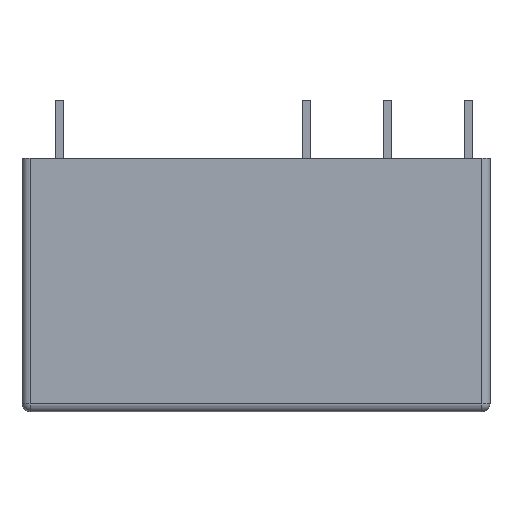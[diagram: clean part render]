
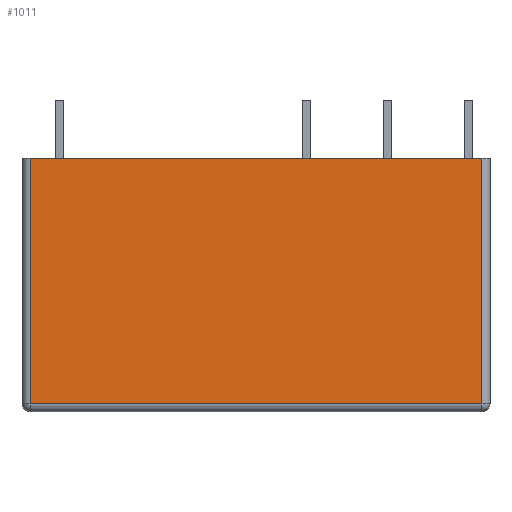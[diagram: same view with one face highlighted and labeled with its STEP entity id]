
A CAD part, front view. The second image highlights one B-rep face of the part: STEP entity #1011.
In plain terms, the highlighted planar face has unit normal (0, -1, 0).
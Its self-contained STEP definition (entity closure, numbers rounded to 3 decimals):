
#95=DIRECTION('',(1.,0.,0.));
#96=VECTOR('',#95,28.);
#97=CARTESIAN_POINT('',(-14.,-6.35,0.));
#98=LINE('',#97,#96);
#298=DIRECTION('',(-1.,0.,0.));
#299=VECTOR('',#298,28.);
#300=CARTESIAN_POINT('',(14.,-6.35,-15.2));
#301=LINE('',#300,#299);
#302=DIRECTION('',(0.,0.,-1.));
#303=VECTOR('',#302,15.2);
#304=CARTESIAN_POINT('',(-14.,-6.35,0.));
#305=LINE('',#304,#303);
#311=DIRECTION('',(0.,0.,-1.));
#312=VECTOR('',#311,15.2);
#313=CARTESIAN_POINT('',(14.,-6.35,0.));
#314=LINE('',#313,#312);
#622=CARTESIAN_POINT('',(-14.,-6.35,0.));
#623=VERTEX_POINT('',#622);
#624=CARTESIAN_POINT('',(14.,-6.35,0.));
#625=VERTEX_POINT('',#624);
#761=CARTESIAN_POINT('',(14.,-6.35,-15.2));
#763=VERTEX_POINT('',#761);
#768=CARTESIAN_POINT('',(-14.,-6.35,-15.2));
#769=VERTEX_POINT('',#768);
#999=CARTESIAN_POINT('',(-14.,-6.35,0.));
#1000=DIRECTION('',(0.,-1.,0.));
#1001=DIRECTION('',(1.,0.,0.));
#1002=AXIS2_PLACEMENT_3D('',#999,#1000,#1001);
#1003=PLANE('',#1002);
#1004=ORIENTED_EDGE('',*,*,#954,.T.);
#1005=ORIENTED_EDGE('',*,*,#982,.F.);
#1006=ORIENTED_EDGE('',*,*,#799,.T.);
#1008=ORIENTED_EDGE('',*,*,#1007,.T.);
#1009=EDGE_LOOP('',(#1004,#1005,#1006,#1008));
#1010=FACE_OUTER_BOUND('',#1009,.F.);
#1011=ADVANCED_FACE('',(#1010),#1003,.T.);
#799=EDGE_CURVE('',#623,#625,#98,.T.);
#954=EDGE_CURVE('',#763,#769,#301,.T.);
#982=EDGE_CURVE('',#623,#769,#305,.T.);
#1007=EDGE_CURVE('',#625,#763,#314,.T.);
